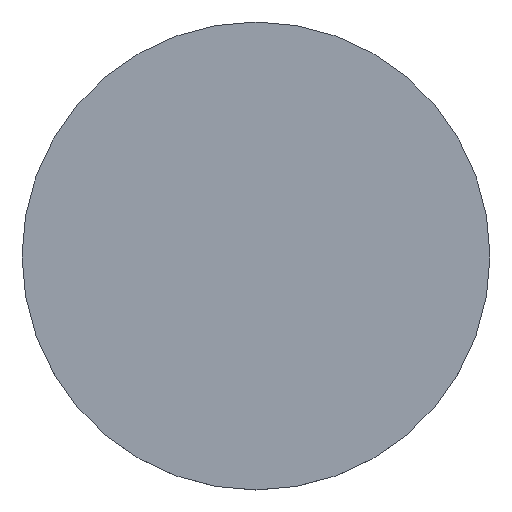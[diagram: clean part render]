
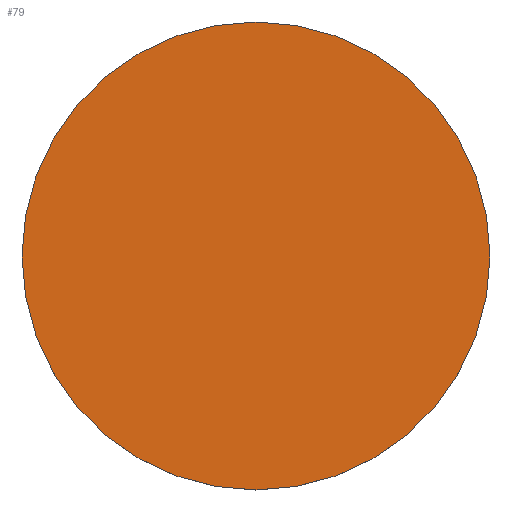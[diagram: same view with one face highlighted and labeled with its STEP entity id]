
A CAD part, top view. The second image highlights one B-rep face of the part: STEP entity #79.
In plain terms, the highlighted planar face has unit normal (0, 0, 1).
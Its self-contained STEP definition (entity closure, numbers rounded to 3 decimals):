
#15 = DIRECTION ( 'NONE',  ( 0., 0., 1. ) ) ;
#22 = VERTEX_POINT ( 'NONE', #56 ) ;
#32 = CIRCLE ( 'NONE', #68, 62.5 ) ;
#42 = DIRECTION ( 'NONE',  ( 0., 0., 1. ) ) ;
#43 = DIRECTION ( 'NONE',  ( 0., 0., 1. ) ) ;
#53 = PLANE ( 'NONE',  #105 ) ;
#56 = CARTESIAN_POINT ( 'NONE',  ( -62.5, 0., 3.25 ) ) ;
#64 = AXIS2_PLACEMENT_3D ( 'NONE', #120, #42, #92 ) ;
#66 = CARTESIAN_POINT ( 'NONE',  ( 0., 0., 3.25 ) ) ;
#67 = CARTESIAN_POINT ( 'NONE',  ( 62.5, 0., 3.25 ) ) ;
#68 = AXIS2_PLACEMENT_3D ( 'NONE', #108, #43, #122 ) ;
#79 = ADVANCED_FACE ( 'NONE', ( #124 ), #53, .T. ) ;
#92 = DIRECTION ( 'NONE',  ( 1., 0., 0. ) ) ;
#101 = EDGE_LOOP ( 'NONE', ( #110, #152 ) ) ;
#105 = AXIS2_PLACEMENT_3D ( 'NONE', #66, #15, #116 ) ;
#108 = CARTESIAN_POINT ( 'NONE',  ( 0., 0., 3.25 ) ) ;
#109 = CIRCLE ( 'NONE', #64, 62.5 ) ;
#110 = ORIENTED_EDGE ( 'NONE', *, *, #174, .T. ) ;
#116 = DIRECTION ( 'NONE',  ( 1., 0., 0. ) ) ;
#120 = CARTESIAN_POINT ( 'NONE',  ( 0., 0., 3.25 ) ) ;
#122 = DIRECTION ( 'NONE',  ( 1., 0., 0. ) ) ;
#124 = FACE_OUTER_BOUND ( 'NONE', #101, .T. ) ;
#152 = ORIENTED_EDGE ( 'NONE', *, *, #161, .T. ) ;
#161 = EDGE_CURVE ( 'NONE', #164, #22, #32, .T. ) ;
#164 = VERTEX_POINT ( 'NONE', #67 ) ;
#174 = EDGE_CURVE ( 'NONE', #22, #164, #109, .T. ) ;
